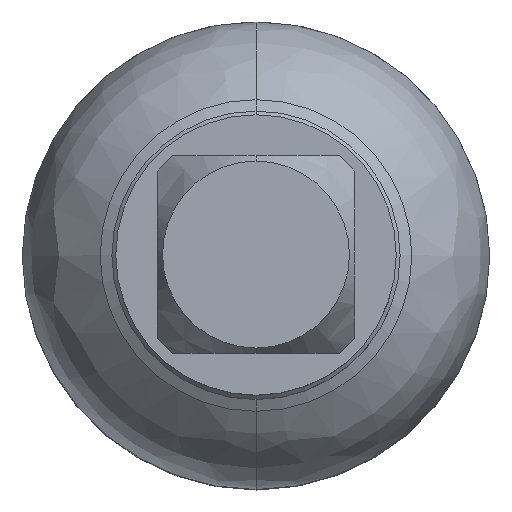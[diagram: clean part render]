
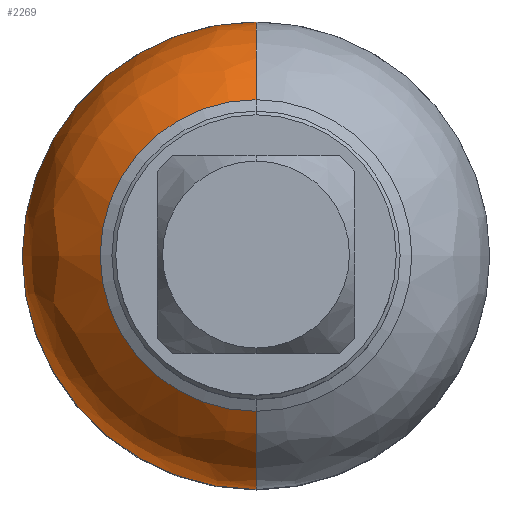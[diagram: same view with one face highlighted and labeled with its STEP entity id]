
A CAD part, top view. The second image highlights one B-rep face of the part: STEP entity #2269.
In plain terms, the highlighted free-form (B-spline) face has degree [3, 3] with [7, 4] control points.
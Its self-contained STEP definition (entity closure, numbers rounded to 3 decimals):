
#221=CARTESIAN_POINT('',(0.,0.,12.407));
#222=DIRECTION('',(0.,0.,1.));
#223=DIRECTION('',(0.,1.,0.));
#224=AXIS2_PLACEMENT_3D('',#221,#222,#223);
#349=CARTESIAN_POINT('',(0.,0.,12.407));
#350=DIRECTION('',(0.,0.,1.));
#351=DIRECTION('',(-1.,0.,0.));
#352=AXIS2_PLACEMENT_3D('',#349,#350,#351);
#855=CARTESIAN_POINT('',(0.,-5.,12.407));
#856=DIRECTION('',(-1.,0.,0.));
#857=DIRECTION('',(0.,-1.,0.));
#858=AXIS2_PLACEMENT_3D('',#855,#856,#857);
#863=CARTESIAN_POINT('',(0.,5.,12.407));
#864=DIRECTION('',(1.,0.,0.));
#865=DIRECTION('',(0.,1.,0.));
#866=AXIS2_PLACEMENT_3D('',#863,#864,#865);
#893=CARTESIAN_POINT('',(0.,0.,21.067));
#894=DIRECTION('',(0.,0.,-1.));
#895=DIRECTION('',(0.,-1.,0.));
#896=AXIS2_PLACEMENT_3D('',#893,#894,#895);
#1688=CARTESIAN_POINT('',(0.,-10.,21.067));
#1690=VERTEX_POINT('',#1688);
#1692=CARTESIAN_POINT('',(0.,10.,21.067));
#1694=VERTEX_POINT('',#1692);
#1696=CARTESIAN_POINT('',(0.,15.,12.407));
#1697=CARTESIAN_POINT('',(-15.,0.,12.407));
#1698=VERTEX_POINT('',#1696);
#1699=VERTEX_POINT('',#1697);
#1702=CARTESIAN_POINT('',(0.,-15.,12.407));
#1703=VERTEX_POINT('',#1702);
#2230=CARTESIAN_POINT('',(0.616,-9.798,
21.17));
#2231=CARTESIAN_POINT('',(0.827,-13.141,
19.329));
#2232=CARTESIAN_POINT('',(0.947,-15.048,
16.019));
#2233=CARTESIAN_POINT('',(0.942,-14.968,
12.197));
#2234=CARTESIAN_POINT('',(-5.413,-10.178,
21.17));
#2235=CARTESIAN_POINT('',(-7.26,-13.65,
19.329));
#2236=CARTESIAN_POINT('',(-8.314,-15.631,
16.019));
#2237=CARTESIAN_POINT('',(-8.27,-15.548,
12.197));
#2238=CARTESIAN_POINT('',(-9.818,-6.042,
21.17));
#2239=CARTESIAN_POINT('',(-13.167,-8.103,
19.329));
#2240=CARTESIAN_POINT('',(-15.078,-9.279,
16.019));
#2241=CARTESIAN_POINT('',(-14.998,-9.23,
12.197));
#2242=CARTESIAN_POINT('',(-9.818,0.,21.17));
#2243=CARTESIAN_POINT('',(-13.167,0.,19.329));
#2244=CARTESIAN_POINT('',(-15.078,0.,16.019));
#2245=CARTESIAN_POINT('',(-14.998,0.,12.197));
#2246=CARTESIAN_POINT('',(-9.818,6.042,21.17));
#2247=CARTESIAN_POINT('',(-13.167,8.103,19.329));
#2248=CARTESIAN_POINT('',(-15.078,9.279,16.019));
#2249=CARTESIAN_POINT('',(-14.998,9.23,12.197));
#2250=CARTESIAN_POINT('',(-5.413,10.178,21.17));
#2251=CARTESIAN_POINT('',(-7.26,13.65,19.329));
#2252=CARTESIAN_POINT('',(-8.314,15.631,16.019));
#2253=CARTESIAN_POINT('',(-8.27,15.548,12.197));
#2254=CARTESIAN_POINT('',(0.616,9.798,21.17));
#2255=CARTESIAN_POINT('',(0.827,13.141,19.329));
#2256=CARTESIAN_POINT('',(0.947,15.048,16.019));
#2257=CARTESIAN_POINT('',(0.942,14.968,12.197));
#2258=(BOUNDED_SURFACE()B_SPLINE_SURFACE(3,3,((#2230,#2231,#2232,#2233),(#2234,
#2235,#2236,#2237),(#2238,#2239,#2240,#2241),(#2242,#2243,#2244,#2245),(#2246,
#2247,#2248,#2249),(#2250,#2251,#2252,#2253),(#2254,#2255,#2256,#2257)),
.UNSPECIFIED.,.F.,.F.,.F.)B_SPLINE_SURFACE_WITH_KNOTS((4,3,4),(4,4),(0.,1.,
2.),(0.,1.),.UNSPECIFIED.)GEOMETRIC_REPRESENTATION_ITEM()RATIONAL_B_SPLINE_SURFACE(((1.28,1.156,1.156,1.28),(
1.011,0.913,0.913,1.011),(
1.011,0.913,0.913,1.011),(
1.28,1.156,1.156,1.28),(
1.011,0.913,0.913,1.011),(
1.011,0.913,0.913,1.011),(
1.28,1.156,1.156,1.28)))REPRESENTATION_ITEM('')SURFACE());
#2259=ORIENTED_EDGE('',*,*,#1867,.F.);
#2261=ORIENTED_EDGE('',*,*,#2260,.T.);
#2263=ORIENTED_EDGE('',*,*,#2262,.F.);
#2265=ORIENTED_EDGE('',*,*,#2264,.F.);
#2266=ORIENTED_EDGE('',*,*,#1915,.F.);
#2267=EDGE_LOOP('',(#2259,#2261,#2263,#2265,#2266));
#2268=FACE_OUTER_BOUND('',#2267,.F.);
#2269=ADVANCED_FACE('',(#2268),#2258,.T.);
#225=CIRCLE('',#224,15.);
#353=CIRCLE('',#352,15.);
#859=CIRCLE('',#858,10.);
#867=CIRCLE('',#866,10.);
#897=CIRCLE('',#896,10.);
#1867=EDGE_CURVE('',#1698,#1699,#225,.T.);
#1915=EDGE_CURVE('',#1699,#1703,#353,.T.);
#2260=EDGE_CURVE('',#1698,#1694,#867,.T.);
#2262=EDGE_CURVE('',#1690,#1694,#897,.T.);
#2264=EDGE_CURVE('',#1703,#1690,#859,.T.);
